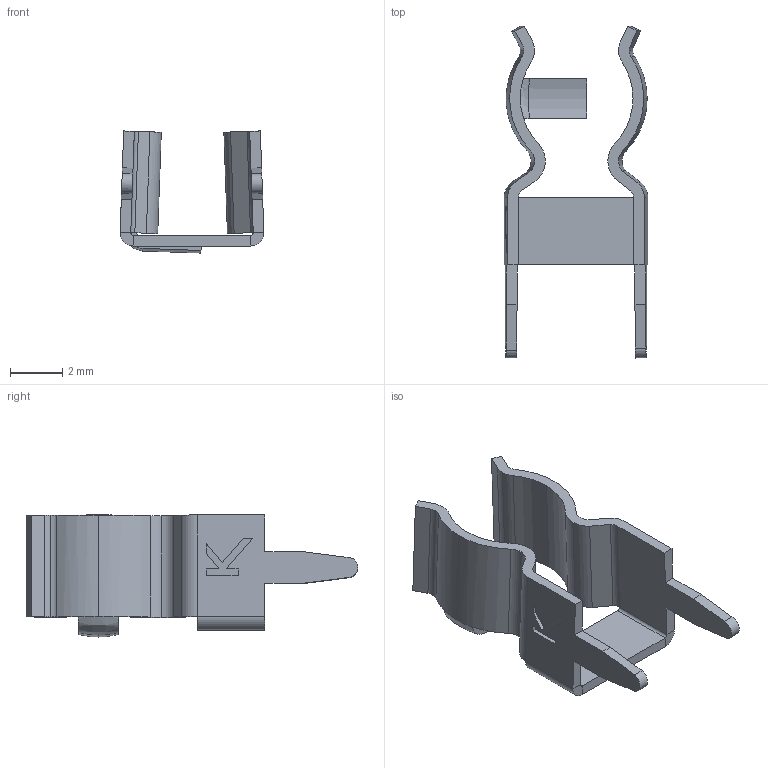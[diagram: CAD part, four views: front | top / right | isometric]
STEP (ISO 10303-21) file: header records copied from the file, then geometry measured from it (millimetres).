
FILE_DESCRIPTION (( 'STEP AP214' ), '1' );
FILE_NAME ('3519_rev.C..STEP', '2012-09-17T14:53:15', ( 'Richard Maletta' ), ( '' ), 'SwSTEP 2.0', 'SolidWorks 2009', '' );
FILE_SCHEMA (( 'AUTOMOTIVE_DESIGN' ));
Length unit declared in the file: inch
Products named in the file (1): 3519_rev.C.
Bounding box: 5.49 x 12.67 x 4.66 mm (x, y, z)
Volume: 41.4 mm3; surface area: 238 mm2
Topology: 1 solids, 1 shells, 92 faces, 243 edges, 154 vertices
Faces by surface type: plane 54, cylinder 34, bspline 4
Entity records: 2903 total; most frequent: CARTESIAN_POINT 534, DIRECTION 501, ORIENTED_EDGE 486, EDGE_CURVE 243, AXIS2_PLACEMENT_3D 169, VECTOR 163, LINE 163, VERTEX_POINT 154
